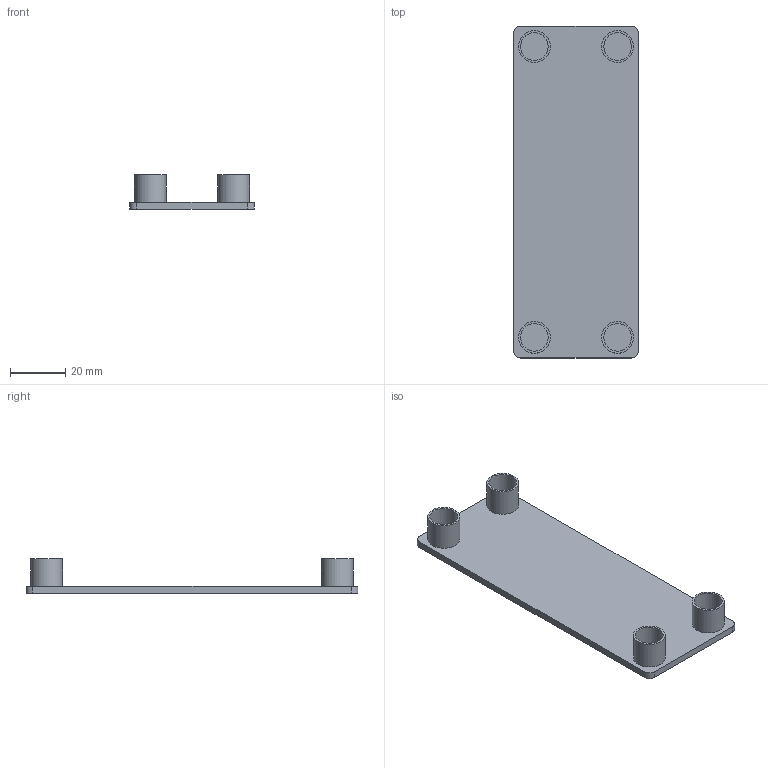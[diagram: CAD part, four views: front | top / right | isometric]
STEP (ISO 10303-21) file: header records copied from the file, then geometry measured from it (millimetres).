
FILE_DESCRIPTION(('STEP AP203'),'2;1');
FILE_NAME('18.063.00.stp','2011-03-07T08:33:51',(''),(''),'2009.3.110','THINKDESIGN','');
FILE_SCHEMA(('CONFIG_CONTROL_DESIGN'));
Length unit declared in the file: millimetre
Bounding box: 45 x 120 x 12.5 mm (x, y, z)
Volume: 14499.7 mm3; surface area: 14305.3 mm2
Topology: 1 solids, 1 shells, 26 faces, 64 edges, 48 vertices
Faces by surface type: plane 14, cylinder 12
Full cylindrical faces by diameter (mm): 10 x4, 11.5 x4
Entity records: 909 total; most frequent: DIRECTION 156, CARTESIAN_POINT 138, ORIENTED_EDGE 128, AXIS2_PLACEMENT_3D 66, EDGE_CURVE 64, VERTEX_POINT 48, CIRCLE 40, EDGE_LOOP 34
